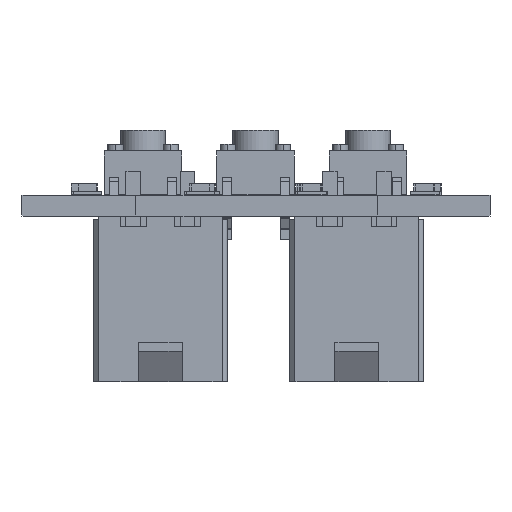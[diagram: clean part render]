
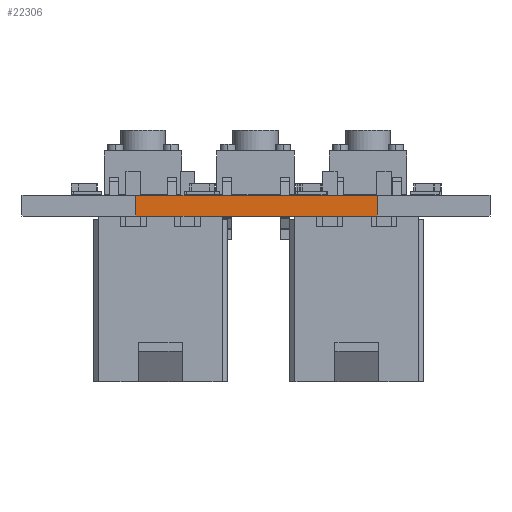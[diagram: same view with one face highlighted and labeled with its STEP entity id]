
A CAD part, front view. The second image highlights one B-rep face of the part: STEP entity #22306.
In plain terms, the highlighted planar face has unit normal (0, -1, 0).
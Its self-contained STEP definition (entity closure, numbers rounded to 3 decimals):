
#19193 = PLANE('',#19194);
#19194 = AXIS2_PLACEMENT_3D('',#19195,#19196,#19197);
#19195 = CARTESIAN_POINT('',(150.73,-99.824,1.6));
#19196 = DIRECTION('',(0.,0.,1.));
#19197 = DIRECTION('',(1.,0.,-0.));
#19247 = PLANE('',#19248);
#19248 = AXIS2_PLACEMENT_3D('',#19249,#19250,#19251);
#19249 = CARTESIAN_POINT('',(150.73,-99.824,0.));
#19250 = DIRECTION('',(0.,0.,1.));
#19251 = DIRECTION('',(1.,0.,-0.));
#19496 = VERTEX_POINT('',#19497);
#19497 = CARTESIAN_POINT('',(141.117,-149.225,0.));
#19511 = PLANE('',#19512);
#19512 = AXIS2_PLACEMENT_3D('',#19513,#19514,#19515);
#19513 = CARTESIAN_POINT('',(141.269,-138.557,0.));
#19514 = DIRECTION('',(1.,-0.014,0.));
#19515 = DIRECTION('',(-0.014,-1.,0.));
#19523 = EDGE_CURVE('',#19496,#19524,#19526,.T.);
#19524 = VERTEX_POINT('',#19525);
#19525 = CARTESIAN_POINT('',(159.849,-149.225,0.));
#19526 = SURFACE_CURVE('',#19527,(#19531,#19538),.PCURVE_S1.);
#19527 = LINE('',#19528,#19529);
#19528 = CARTESIAN_POINT('',(141.117,-149.225,0.));
#19529 = VECTOR('',#19530,1.);
#19530 = DIRECTION('',(1.,0.,0.));
#19531 = PCURVE('',#19247,#19532);
#19532 = DEFINITIONAL_REPRESENTATION('',(#19533),#19537);
#19533 = LINE('',#19534,#19535);
#19534 = CARTESIAN_POINT('',(-9.613,-49.401));
#19535 = VECTOR('',#19536,1.);
#19536 = DIRECTION('',(1.,0.));
#19537 = ( GEOMETRIC_REPRESENTATION_CONTEXT(2) 
PARAMETRIC_REPRESENTATION_CONTEXT() REPRESENTATION_CONTEXT('2D SPACE',''
  ) );
#19538 = PCURVE('',#19539,#19544);
#19539 = PLANE('',#19540);
#19540 = AXIS2_PLACEMENT_3D('',#19541,#19542,#19543);
#19541 = CARTESIAN_POINT('',(141.117,-149.225,0.));
#19542 = DIRECTION('',(0.,1.,0.));
#19543 = DIRECTION('',(1.,0.,0.));
#19544 = DEFINITIONAL_REPRESENTATION('',(#19545),#19549);
#19545 = LINE('',#19546,#19547);
#19546 = CARTESIAN_POINT('',(0.,0.));
#19547 = VECTOR('',#19548,1.);
#19548 = DIRECTION('',(1.,0.));
#19549 = ( GEOMETRIC_REPRESENTATION_CONTEXT(2) 
PARAMETRIC_REPRESENTATION_CONTEXT() REPRESENTATION_CONTEXT('2D SPACE',''
  ) );
#19567 = PLANE('',#19568);
#19568 = AXIS2_PLACEMENT_3D('',#19569,#19570,#19571);
#19569 = CARTESIAN_POINT('',(159.849,-149.225,0.));
#19570 = DIRECTION('',(-1.,0.,0.));
#19571 = DIRECTION('',(0.,1.,0.));
#20941 = VERTEX_POINT('',#20942);
#20942 = CARTESIAN_POINT('',(141.117,-149.225,1.6));
#20963 = EDGE_CURVE('',#20941,#20964,#20966,.T.);
#20964 = VERTEX_POINT('',#20965);
#20965 = CARTESIAN_POINT('',(159.849,-149.225,1.6));
#20966 = SURFACE_CURVE('',#20967,(#20971,#20978),.PCURVE_S1.);
#20967 = LINE('',#20968,#20969);
#20968 = CARTESIAN_POINT('',(141.117,-149.225,1.6));
#20969 = VECTOR('',#20970,1.);
#20970 = DIRECTION('',(1.,0.,0.));
#20971 = PCURVE('',#19193,#20972);
#20972 = DEFINITIONAL_REPRESENTATION('',(#20973),#20977);
#20973 = LINE('',#20974,#20975);
#20974 = CARTESIAN_POINT('',(-9.613,-49.401));
#20975 = VECTOR('',#20976,1.);
#20976 = DIRECTION('',(1.,0.));
#20977 = ( GEOMETRIC_REPRESENTATION_CONTEXT(2) 
PARAMETRIC_REPRESENTATION_CONTEXT() REPRESENTATION_CONTEXT('2D SPACE',''
  ) );
#20978 = PCURVE('',#19539,#20979);
#20979 = DEFINITIONAL_REPRESENTATION('',(#20980),#20984);
#20980 = LINE('',#20981,#20982);
#20981 = CARTESIAN_POINT('',(0.,-1.6));
#20982 = VECTOR('',#20983,1.);
#20983 = DIRECTION('',(1.,0.));
#20984 = ( GEOMETRIC_REPRESENTATION_CONTEXT(2) 
PARAMETRIC_REPRESENTATION_CONTEXT() REPRESENTATION_CONTEXT('2D SPACE',''
  ) );
#22256 = EDGE_CURVE('',#19524,#20964,#22257,.T.);
#22257 = SURFACE_CURVE('',#22258,(#22262,#22269),.PCURVE_S1.);
#22258 = LINE('',#22259,#22260);
#22259 = CARTESIAN_POINT('',(159.849,-149.225,0.));
#22260 = VECTOR('',#22261,1.);
#22261 = DIRECTION('',(0.,0.,1.));
#22262 = PCURVE('',#19567,#22263);
#22263 = DEFINITIONAL_REPRESENTATION('',(#22264),#22268);
#22264 = LINE('',#22265,#22266);
#22265 = CARTESIAN_POINT('',(0.,0.));
#22266 = VECTOR('',#22267,1.);
#22267 = DIRECTION('',(0.,-1.));
#22268 = ( GEOMETRIC_REPRESENTATION_CONTEXT(2) 
PARAMETRIC_REPRESENTATION_CONTEXT() REPRESENTATION_CONTEXT('2D SPACE',''
  ) );
#22269 = PCURVE('',#19539,#22270);
#22270 = DEFINITIONAL_REPRESENTATION('',(#22271),#22275);
#22271 = LINE('',#22272,#22273);
#22272 = CARTESIAN_POINT('',(18.732,0.));
#22273 = VECTOR('',#22274,1.);
#22274 = DIRECTION('',(0.,-1.));
#22275 = ( GEOMETRIC_REPRESENTATION_CONTEXT(2) 
PARAMETRIC_REPRESENTATION_CONTEXT() REPRESENTATION_CONTEXT('2D SPACE',''
  ) );
#22285 = EDGE_CURVE('',#19496,#20941,#22286,.T.);
#22286 = SURFACE_CURVE('',#22287,(#22291,#22298),.PCURVE_S1.);
#22287 = LINE('',#22288,#22289);
#22288 = CARTESIAN_POINT('',(141.117,-149.225,0.));
#22289 = VECTOR('',#22290,1.);
#22290 = DIRECTION('',(0.,0.,1.));
#22291 = PCURVE('',#19511,#22292);
#22292 = DEFINITIONAL_REPRESENTATION('',(#22293),#22297);
#22293 = LINE('',#22294,#22295);
#22294 = CARTESIAN_POINT('',(10.669,0.));
#22295 = VECTOR('',#22296,1.);
#22296 = DIRECTION('',(0.,-1.));
#22297 = ( GEOMETRIC_REPRESENTATION_CONTEXT(2) 
PARAMETRIC_REPRESENTATION_CONTEXT() REPRESENTATION_CONTEXT('2D SPACE',''
  ) );
#22298 = PCURVE('',#19539,#22299);
#22299 = DEFINITIONAL_REPRESENTATION('',(#22300),#22304);
#22300 = LINE('',#22301,#22302);
#22301 = CARTESIAN_POINT('',(0.,0.));
#22302 = VECTOR('',#22303,1.);
#22303 = DIRECTION('',(0.,-1.));
#22304 = ( GEOMETRIC_REPRESENTATION_CONTEXT(2) 
PARAMETRIC_REPRESENTATION_CONTEXT() REPRESENTATION_CONTEXT('2D SPACE',''
  ) );
#22306 = ADVANCED_FACE('',(#22307),#19539,.F.);
#22307 = FACE_BOUND('',#22308,.F.);
#22308 = EDGE_LOOP('',(#22309,#22310,#22311,#22312));
#22309 = ORIENTED_EDGE('',*,*,#22285,.T.);
#22310 = ORIENTED_EDGE('',*,*,#20963,.T.);
#22311 = ORIENTED_EDGE('',*,*,#22256,.F.);
#22312 = ORIENTED_EDGE('',*,*,#19523,.F.);
